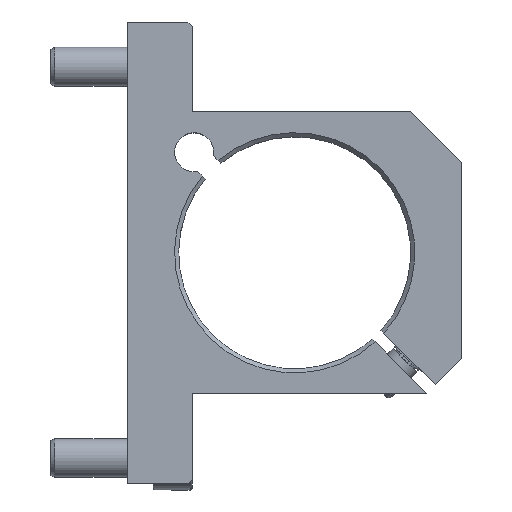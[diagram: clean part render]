
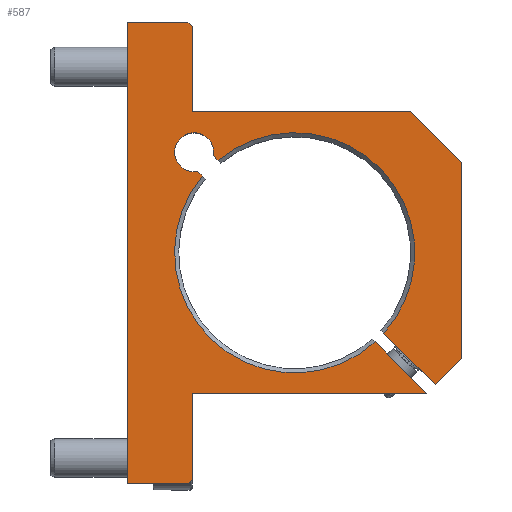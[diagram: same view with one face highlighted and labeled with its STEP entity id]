
A CAD part, top view. The second image highlights one B-rep face of the part: STEP entity #587.
In plain terms, the highlighted planar face has unit normal (0, 0, 1).
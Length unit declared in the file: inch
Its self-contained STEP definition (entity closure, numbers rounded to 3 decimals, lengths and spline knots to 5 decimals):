
#350=CARTESIAN_POINT('',(1.20525,0.69032,0.438));
#351=VERTEX_POINT('',#350);
#365=CARTESIAN_POINT('',(1.45505,0.44052,0.438));
#366=VERTEX_POINT('',#365);
#367=CARTESIAN_POINT('',(1.20525,0.69032,0.438));
#368=DIRECTION('',(0.707,-0.707,0.0));
#369=VECTOR('',#368,0.35327);
#370=LINE('',#367,#369);
#371=EDGE_CURVE('',#351,#366,#370,.T.);
#409=CARTESIAN_POINT('',(0.36225,1.49868,0.438));
#410=VERTEX_POINT('',#409);
#424=CARTESIAN_POINT('',(0.813,1.125,0.438));
#425=DIRECTION('',(0.0,0.0,1.0));
#426=DIRECTION('',(-0.772,0.636,0.0));
#427=AXIS2_PLACEMENT_3D('',#424,#425,#426);
#428=CIRCLE('',#427,0.5855);
#429=EDGE_CURVE('',#410,#351,#428,.T.);
#434=CARTESIAN_POINT('',(0.70788,1.11449,0.438));
#435=DIRECTION('',(0.0,0.0,1.0));
#436=DIRECTION('',(1.0,0.0,0.0));
#437=AXIS2_PLACEMENT_3D('',#434,#435,#436);
#438=PLANE('',#437);
#439=ORIENTED_EDGE('',*,*,#429,.F.);
#440=CARTESIAN_POINT('',(0.33948,1.52144,0.438));
#441=VERTEX_POINT('',#440);
#442=CARTESIAN_POINT('',(0.33948,1.52144,0.438));
#443=DIRECTION('',(0.707,-0.707,0.0));
#444=VECTOR('',#443,0.03219);
#445=LINE('',#442,#444);
#446=EDGE_CURVE('',#441,#410,#445,.T.);
#447=ORIENTED_EDGE('',*,*,#446,.F.);
#448=CARTESIAN_POINT('',(0.41656,1.59852,0.438));
#449=VERTEX_POINT('',#448);
#450=CARTESIAN_POINT('',(0.323,1.615,0.438));
#451=DIRECTION('',(0.0,0.0,1.0));
#452=DIRECTION('',(-0.985,0.174,0.0));
#453=AXIS2_PLACEMENT_3D('',#450,#451,#452);
#454=CIRCLE('',#453,0.095);
#455=EDGE_CURVE('',#449,#441,#454,.T.);
#456=ORIENTED_EDGE('',*,*,#455,.F.);
#457=CARTESIAN_POINT('',(0.43932,1.57575,0.438));
#458=VERTEX_POINT('',#457);
#459=CARTESIAN_POINT('',(0.43932,1.57575,0.438));
#460=DIRECTION('',(-0.707,0.707,0.0));
#461=VECTOR('',#460,0.03219);
#462=LINE('',#459,#461);
#463=EDGE_CURVE('',#458,#449,#462,.T.);
#464=ORIENTED_EDGE('',*,*,#463,.F.);
#465=CARTESIAN_POINT('',(1.24768,0.73275,0.438));
#466=VERTEX_POINT('',#465);
#467=CARTESIAN_POINT('',(0.813,1.125,0.438));
#468=DIRECTION('',(0.0,0.0,1.0));
#469=DIRECTION('',(0.744,-0.669,0.0));
#470=AXIS2_PLACEMENT_3D('',#467,#468,#469);
#471=CIRCLE('',#470,0.5855);
#472=EDGE_CURVE('',#466,#458,#471,.T.);
#473=ORIENTED_EDGE('',*,*,#472,.F.);
#474=CARTESIAN_POINT('',(1.49748,0.48295,0.438));
#475=VERTEX_POINT('',#474);
#476=CARTESIAN_POINT('',(1.49748,0.48295,0.438));
#477=DIRECTION('',(-0.707,0.707,0.0));
#478=VECTOR('',#477,0.35327);
#479=LINE('',#476,#478);
#480=EDGE_CURVE('',#475,#466,#479,.T.);
#481=ORIENTED_EDGE('',*,*,#480,.F.);
#482=CARTESIAN_POINT('',(1.626,0.61147,0.438));
#483=VERTEX_POINT('',#482);
#484=CARTESIAN_POINT('',(1.626,0.61147,0.438));
#485=DIRECTION('',(-0.707,-0.707,0.0));
#486=VECTOR('',#485,0.18176);
#487=LINE('',#484,#486);
#488=EDGE_CURVE('',#483,#475,#487,.T.);
#489=ORIENTED_EDGE('',*,*,#488,.F.);
#490=CARTESIAN_POINT('',(1.626,1.563,0.438));
#491=VERTEX_POINT('',#490);
#492=CARTESIAN_POINT('',(1.626,1.563,0.438));
#493=DIRECTION('',(0.0,-1.0,0.0));
#494=VECTOR('',#493,0.95153);
#495=LINE('',#492,#494);
#496=EDGE_CURVE('',#491,#483,#495,.T.);
#497=ORIENTED_EDGE('',*,*,#496,.F.);
#498=CARTESIAN_POINT('',(1.376,1.813,0.438));
#499=VERTEX_POINT('',#498);
#500=CARTESIAN_POINT('',(1.376,1.813,0.438));
#501=DIRECTION('',(0.707,-0.707,0.0));
#502=VECTOR('',#501,0.35355);
#503=LINE('',#500,#502);
#504=EDGE_CURVE('',#499,#491,#503,.T.);
#505=ORIENTED_EDGE('',*,*,#504,.F.);
#506=CARTESIAN_POINT('',(0.313,1.813,0.438));
#507=VERTEX_POINT('',#506);
#508=CARTESIAN_POINT('',(0.313,1.813,0.438));
#509=DIRECTION('',(1.0,0.0,0.0));
#510=VECTOR('',#509,1.063);
#511=LINE('',#508,#510);
#512=EDGE_CURVE('',#507,#499,#511,.T.);
#513=ORIENTED_EDGE('',*,*,#512,.F.);
#514=CARTESIAN_POINT('',(0.313,2.23,0.438));
#515=VERTEX_POINT('',#514);
#516=CARTESIAN_POINT('',(0.313,2.23,0.438));
#517=DIRECTION('',(0.0,-1.0,0.0));
#518=VECTOR('',#517,0.417);
#519=LINE('',#516,#518);
#520=EDGE_CURVE('',#515,#507,#519,.T.);
#521=ORIENTED_EDGE('',*,*,#520,.F.);
#522=CARTESIAN_POINT('',(0.293,2.25,0.438));
#523=VERTEX_POINT('',#522);
#524=CARTESIAN_POINT('',(0.293,2.25,0.438));
#525=DIRECTION('',(0.707,-0.707,0.0));
#526=VECTOR('',#525,0.02828);
#527=LINE('',#524,#526);
#528=EDGE_CURVE('',#523,#515,#527,.T.);
#529=ORIENTED_EDGE('',*,*,#528,.F.);
#530=CARTESIAN_POINT('',(0.0,2.25,0.438));
#531=VERTEX_POINT('',#530);
#532=CARTESIAN_POINT('',(0.0,2.25,0.438));
#533=DIRECTION('',(1.0,0.0,0.0));
#534=VECTOR('',#533,0.293);
#535=LINE('',#532,#534);
#536=EDGE_CURVE('',#531,#523,#535,.T.);
#537=ORIENTED_EDGE('',*,*,#536,.F.);
#538=CARTESIAN_POINT('',(0.0,0.0,0.438));
#539=VERTEX_POINT('',#538);
#540=CARTESIAN_POINT('',(0.0,0.0,0.438));
#541=DIRECTION('',(0.0,1.0,0.0));
#542=VECTOR('',#541,2.25);
#543=LINE('',#540,#542);
#544=EDGE_CURVE('',#539,#531,#543,.T.);
#545=ORIENTED_EDGE('',*,*,#544,.F.);
#546=CARTESIAN_POINT('',(0.293,0.0,0.438));
#547=VERTEX_POINT('',#546);
#548=CARTESIAN_POINT('',(0.293,0.0,0.438));
#549=DIRECTION('',(-1.0,0.0,0.0));
#550=VECTOR('',#549,0.293);
#551=LINE('',#548,#550);
#552=EDGE_CURVE('',#547,#539,#551,.T.);
#553=ORIENTED_EDGE('',*,*,#552,.F.);
#554=CARTESIAN_POINT('',(0.313,0.02,0.438));
#555=VERTEX_POINT('',#554);
#556=CARTESIAN_POINT('',(0.313,0.02,0.438));
#557=DIRECTION('',(-0.707,-0.707,0.0));
#558=VECTOR('',#557,0.02828);
#559=LINE('',#556,#558);
#560=EDGE_CURVE('',#555,#547,#559,.T.);
#561=ORIENTED_EDGE('',*,*,#560,.F.);
#562=CARTESIAN_POINT('',(0.313,0.438,0.438));
#563=VERTEX_POINT('',#562);
#564=CARTESIAN_POINT('',(0.313,0.438,0.438));
#565=DIRECTION('',(0.0,-1.0,0.0));
#566=VECTOR('',#565,0.418);
#567=LINE('',#564,#566);
#568=EDGE_CURVE('',#563,#555,#567,.T.);
#569=ORIENTED_EDGE('',*,*,#568,.F.);
#570=CARTESIAN_POINT('',(1.45253,0.438,0.438));
#571=VERTEX_POINT('',#570);
#572=CARTESIAN_POINT('',(1.45253,0.438,0.438));
#573=DIRECTION('',(-1.0,0.0,0.0));
#574=VECTOR('',#573,1.13953);
#575=LINE('',#572,#574);
#576=EDGE_CURVE('',#571,#563,#575,.T.);
#577=ORIENTED_EDGE('',*,*,#576,.F.);
#578=CARTESIAN_POINT('',(1.45505,0.44052,0.438));
#579=DIRECTION('',(-0.707,-0.707,0.0));
#580=VECTOR('',#579,0.00356);
#581=LINE('',#578,#580);
#582=EDGE_CURVE('',#366,#571,#581,.T.);
#583=ORIENTED_EDGE('',*,*,#582,.F.);
#584=ORIENTED_EDGE('',*,*,#371,.F.);
#585=EDGE_LOOP('',(#439,#447,#456,#464,#473,#481,#489,#497,#505,#513,#521,#529,#537,#545,#553,#561,#569,#577,#583,#584));
#586=FACE_OUTER_BOUND('',#585,.T.);
#587=ADVANCED_FACE('',(#586),#438,.T.);
